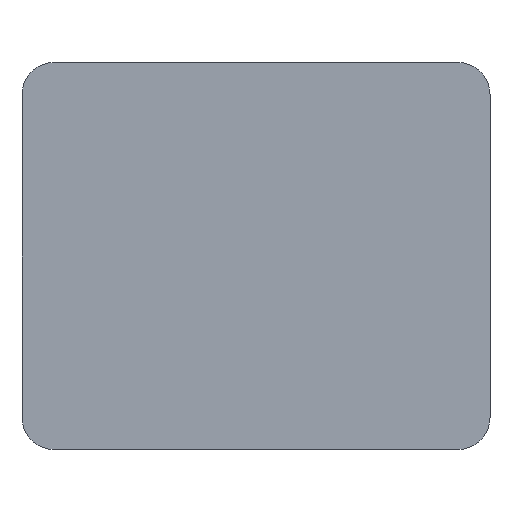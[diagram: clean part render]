
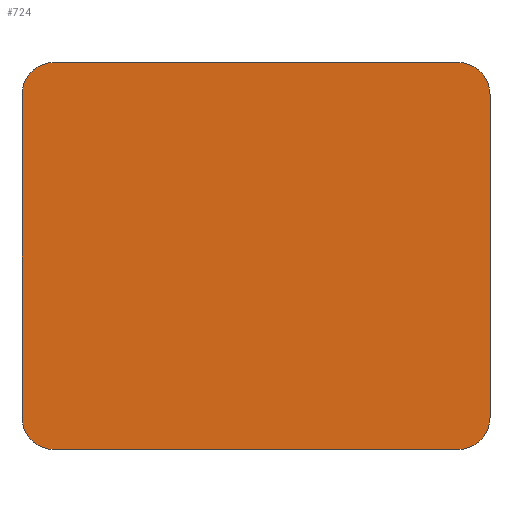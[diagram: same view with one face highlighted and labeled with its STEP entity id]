
A CAD part, front view. The second image highlights one B-rep face of the part: STEP entity #724.
In plain terms, the highlighted planar face has unit normal (0, -1, 0).
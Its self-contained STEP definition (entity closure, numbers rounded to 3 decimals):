
#12 = LINE ( 'NONE', #842, #497 ) ;
#46 = EDGE_CURVE ( 'NONE', #869, #1114, #101, .T. ) ;
#54 = EDGE_CURVE ( 'NONE', #1222, #676, #1077, .T. ) ;
#70 = AXIS2_PLACEMENT_3D ( 'NONE', #431, #1191, #1201 ) ;
#100 = VERTEX_POINT ( 'NONE', #202 ) ;
#101 = LINE ( 'NONE', #745, #1151 ) ;
#124 = EDGE_CURVE ( 'NONE', #869, #899, #765, .T. ) ;
#168 = CARTESIAN_POINT ( 'NONE',  ( -14.5, 0., -12. ) ) ;
#186 = ORIENTED_EDGE ( 'NONE', *, *, #315, .F. ) ;
#202 = CARTESIAN_POINT ( 'NONE',  ( -12.5, 0., 12. ) ) ;
#253 = CARTESIAN_POINT ( 'NONE',  ( -14.5, 0., 10. ) ) ;
#315 = EDGE_CURVE ( 'NONE', #100, #899, #12, .T. ) ;
#322 = DIRECTION ( 'NONE',  ( 1., 0., 0. ) ) ;
#325 = CARTESIAN_POINT ( 'NONE',  ( -14.5, 0., 12. ) ) ;
#377 = DIRECTION ( 'NONE',  ( 0., -1., 0. ) ) ;
#379 = ORIENTED_EDGE ( 'NONE', *, *, #838, .T. ) ;
#389 = ORIENTED_EDGE ( 'NONE', *, *, #1338, .F. ) ;
#431 = CARTESIAN_POINT ( 'NONE',  ( 12.5, 0., -10. ) ) ;
#488 = CARTESIAN_POINT ( 'NONE',  ( 0., 0., 0. ) ) ;
#490 = ORIENTED_EDGE ( 'NONE', *, *, #124, .T. ) ;
#493 = EDGE_LOOP ( 'NONE', ( #997, #490, #186, #707, #642, #846, #389, #379 ) ) ;
#497 = VECTOR ( 'NONE', #322, 1000. ) ;
#534 = AXIS2_PLACEMENT_3D ( 'NONE', #1173, #1182, #1061 ) ;
#585 = VERTEX_POINT ( 'NONE', #734 ) ;
#590 = DIRECTION ( 'NONE',  ( 0., -1., 0. ) ) ;
#620 = CARTESIAN_POINT ( 'NONE',  ( 12.5, 0., 10. ) ) ;
#623 = DIRECTION ( 'NONE',  ( 0., -1., 0. ) ) ;
#630 = AXIS2_PLACEMENT_3D ( 'NONE', #1010, #590, #1234 ) ;
#641 = EDGE_CURVE ( 'NONE', #1222, #686, #1279, .T. ) ;
#642 = ORIENTED_EDGE ( 'NONE', *, *, #641, .F. ) ;
#643 = CIRCLE ( 'NONE', #70, 2. ) ;
#676 = VERTEX_POINT ( 'NONE', #1033 ) ;
#686 = VERTEX_POINT ( 'NONE', #253 ) ;
#689 = DIRECTION ( 'NONE',  ( 0., 0., -1. ) ) ;
#707 = ORIENTED_EDGE ( 'NONE', *, *, #1026, .T. ) ;
#724 = ADVANCED_FACE ( 'NONE', ( #1332 ), #1251, .T. ) ;
#734 = CARTESIAN_POINT ( 'NONE',  ( 12.5, 0., -12. ) ) ;
#745 = CARTESIAN_POINT ( 'NONE',  ( 14.5, 0., 12. ) ) ;
#765 = CIRCLE ( 'NONE', #1100, 2. ) ;
#838 = EDGE_CURVE ( 'NONE', #585, #1114, #643, .T. ) ;
#842 = CARTESIAN_POINT ( 'NONE',  ( -14.5, 0., 12. ) ) ;
#846 = ORIENTED_EDGE ( 'NONE', *, *, #54, .T. ) ;
#865 = CIRCLE ( 'NONE', #630, 2. ) ;
#869 = VERTEX_POINT ( 'NONE', #960 ) ;
#878 = CARTESIAN_POINT ( 'NONE',  ( -14.5, 0., -10. ) ) ;
#883 = LINE ( 'NONE', #168, #953 ) ;
#899 = VERTEX_POINT ( 'NONE', #1170 ) ;
#953 = VECTOR ( 'NONE', #1013, 1000. ) ;
#958 = DIRECTION ( 'NONE',  ( 0., 0., -1. ) ) ;
#960 = CARTESIAN_POINT ( 'NONE',  ( 14.5, 0., 10. ) ) ;
#963 = AXIS2_PLACEMENT_3D ( 'NONE', #488, #377, #689 ) ;
#972 = DIRECTION ( 'NONE',  ( 0., 0., 1. ) ) ;
#997 = ORIENTED_EDGE ( 'NONE', *, *, #46, .F. ) ;
#1010 = CARTESIAN_POINT ( 'NONE',  ( -12.5, 0., 10. ) ) ;
#1013 = DIRECTION ( 'NONE',  ( -1., 0., 0. ) ) ;
#1026 = EDGE_CURVE ( 'NONE', #100, #686, #865, .T. ) ;
#1033 = CARTESIAN_POINT ( 'NONE',  ( -12.5, 0., -12. ) ) ;
#1061 = DIRECTION ( 'NONE',  ( 0., 0., -1. ) ) ;
#1077 = CIRCLE ( 'NONE', #534, 2. ) ;
#1095 = CARTESIAN_POINT ( 'NONE',  ( 14.5, 0., -10. ) ) ;
#1100 = AXIS2_PLACEMENT_3D ( 'NONE', #620, #623, #958 ) ;
#1114 = VERTEX_POINT ( 'NONE', #1095 ) ;
#1151 = VECTOR ( 'NONE', #1261, 1000. ) ;
#1170 = CARTESIAN_POINT ( 'NONE',  ( 12.5, 0., 12. ) ) ;
#1173 = CARTESIAN_POINT ( 'NONE',  ( -12.5, 0., -10. ) ) ;
#1182 = DIRECTION ( 'NONE',  ( 0., -1., 0. ) ) ;
#1191 = DIRECTION ( 'NONE',  ( 0., -1., 0. ) ) ;
#1195 = VECTOR ( 'NONE', #972, 1000. ) ;
#1201 = DIRECTION ( 'NONE',  ( 0., 0., -1. ) ) ;
#1222 = VERTEX_POINT ( 'NONE', #878 ) ;
#1234 = DIRECTION ( 'NONE',  ( 0., 0., -1. ) ) ;
#1251 = PLANE ( 'NONE',  #963 ) ;
#1261 = DIRECTION ( 'NONE',  ( 0., 0., -1. ) ) ;
#1279 = LINE ( 'NONE', #325, #1195 ) ;
#1332 = FACE_OUTER_BOUND ( 'NONE', #493, .T. ) ;
#1338 = EDGE_CURVE ( 'NONE', #585, #676, #883, .T. ) ;
